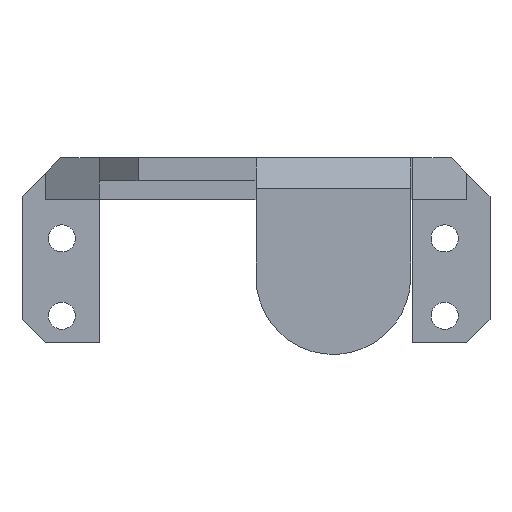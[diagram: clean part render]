
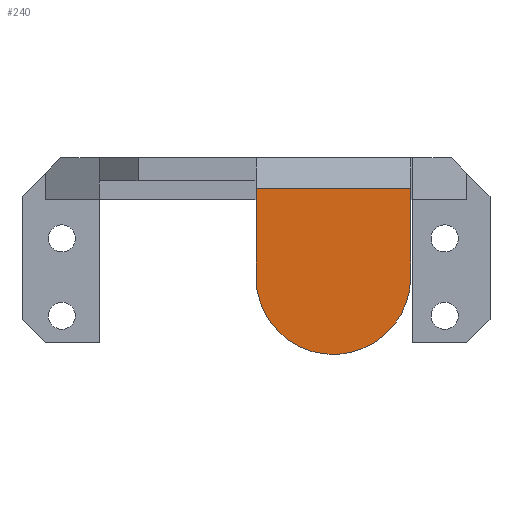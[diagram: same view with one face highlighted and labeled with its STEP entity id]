
A CAD part, left-side view. The second image highlights one B-rep face of the part: STEP entity #240.
In plain terms, the highlighted planar face has unit normal (-1, 0, 0).
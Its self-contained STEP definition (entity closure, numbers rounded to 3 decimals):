
#109 = VERTEX_POINT ( 'NONE', #1245 ) ;
#116 = DIRECTION ( 'NONE',  ( -1., 0., 0. ) ) ;
#129 = DIRECTION ( 'NONE',  ( 0., 0., 1. ) ) ;
#217 = AXIS2_PLACEMENT_3D ( 'NONE', #960, #116, #129 ) ;
#240 = ADVANCED_FACE ( 'NONE', ( #1817 ), #616, .T. ) ;
#308 = CARTESIAN_POINT ( 'NONE',  ( -33., 38.821, 38.929 ) ) ;
#319 = CARTESIAN_POINT ( 'NONE',  ( -33., 41.781, 57.432 ) ) ;
#330 = DIRECTION ( 'NONE',  ( 1., 0., 0. ) ) ;
#369 = DIRECTION ( 'NONE',  ( 0., -1., 0. ) ) ;
#507 = VERTEX_POINT ( 'NONE', #308 ) ;
#548 = CIRCLE ( 'NONE', #1839, 10. ) ;
#601 = ORIENTED_EDGE ( 'NONE', *, *, #813, .F. ) ;
#616 = PLANE ( 'NONE',  #217 ) ;
#634 = DIRECTION ( 'NONE',  ( 0., 0.707, -0.707 ) ) ;
#638 = VECTOR ( 'NONE', #1606, 1000. ) ;
#643 = VECTOR ( 'NONE', #2193, 1000. ) ;
#813 = EDGE_CURVE ( 'NONE', #109, #1916, #828, .T. ) ;
#828 = LINE ( 'NONE', #2035, #643 ) ;
#856 = VERTEX_POINT ( 'NONE', #1683 ) ;
#864 = CARTESIAN_POINT ( 'NONE',  ( -33., 21.75, 57.432 ) ) ;
#866 = CIRCLE ( 'NONE', #1608, 10. ) ;
#892 = VERTEX_POINT ( 'NONE', #864 ) ;
#918 = ORIENTED_EDGE ( 'NONE', *, *, #1355, .F. ) ;
#928 = LINE ( 'NONE', #1595, #638 ) ;
#960 = CARTESIAN_POINT ( 'NONE',  ( -33., 41.75, 56. ) ) ;
#1012 = LINE ( 'NONE', #319, #1860 ) ;
#1076 = EDGE_LOOP ( 'NONE', ( #1886, #601, #1237, #1986, #918 ) ) ;
#1205 = EDGE_CURVE ( 'NONE', #1916, #892, #1012, .T. ) ;
#1237 = ORIENTED_EDGE ( 'NONE', *, *, #1739, .F. ) ;
#1245 = CARTESIAN_POINT ( 'NONE',  ( -33., 41.75, 46. ) ) ;
#1297 = EDGE_CURVE ( 'NONE', #856, #507, #866, .T. ) ;
#1355 = EDGE_CURVE ( 'NONE', #892, #856, #928, .T. ) ;
#1595 = CARTESIAN_POINT ( 'NONE',  ( -33., 21.75, 56. ) ) ;
#1606 = DIRECTION ( 'NONE',  ( 0., 0., -1. ) ) ;
#1608 = AXIS2_PLACEMENT_3D ( 'NONE', #1828, #330, #634 ) ;
#1635 = DIRECTION ( 'NONE',  ( 0., 0.707, -0.707 ) ) ;
#1683 = CARTESIAN_POINT ( 'NONE',  ( -33., 21.75, 46. ) ) ;
#1704 = CARTESIAN_POINT ( 'NONE',  ( -33., 41.75, 57.432 ) ) ;
#1739 = EDGE_CURVE ( 'NONE', #507, #109, #548, .T. ) ;
#1797 = CARTESIAN_POINT ( 'NONE',  ( -33., 31.75, 46. ) ) ;
#1817 = FACE_OUTER_BOUND ( 'NONE', #1076, .T. ) ;
#1828 = CARTESIAN_POINT ( 'NONE',  ( -33., 31.75, 46. ) ) ;
#1839 = AXIS2_PLACEMENT_3D ( 'NONE', #1797, #1949, #1635 ) ;
#1860 = VECTOR ( 'NONE', #369, 1000. ) ;
#1886 = ORIENTED_EDGE ( 'NONE', *, *, #1205, .F. ) ;
#1916 = VERTEX_POINT ( 'NONE', #1704 ) ;
#1949 = DIRECTION ( 'NONE',  ( 1., 0., 0. ) ) ;
#1986 = ORIENTED_EDGE ( 'NONE', *, *, #1297, .F. ) ;
#2035 = CARTESIAN_POINT ( 'NONE',  ( -33., 41.75, 56. ) ) ;
#2193 = DIRECTION ( 'NONE',  ( 0., 0., 1. ) ) ;
